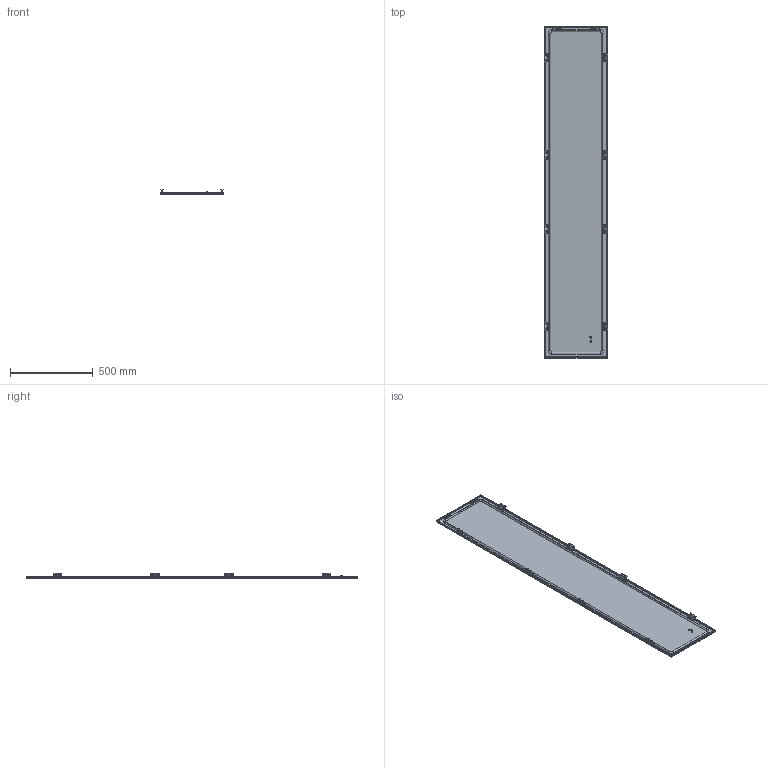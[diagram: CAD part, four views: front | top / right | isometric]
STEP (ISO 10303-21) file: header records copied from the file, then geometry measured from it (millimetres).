
FILE_DESCRIPTION (( 'STEP AP214' ), '1' );
FILE_NAME ('YKM40D-FO-SP-200-040-54 FORMAT Ïàíåëü áîêîâàÿ 2000õ400 IP54 (2øò_êîìïë) IEK.STEP', '2022-09-13T14:11:34', ( '' ), ( '' ), 'SwSTEP 2.0', 'SolidWorks 2022', '' );
FILE_SCHEMA (( 'AUTOMOTIVE_DESIGN' ));
Length unit declared in the file: millimetre
Products named in the file (9): YKM40D-FO-SP-200-040-54 FORMAT Панель боковая 2000х400 IP54 (2шт_компл) IEK; АГИЕ 275.03.102 Уплотнитель панели боковой_2000х400; Шпилька резьбовая М(DxL) PT DIN EN ISO 13918_8х16; IND-M1F-01-0245-F Винт М6x12; Знак заземления; АГИЕ 275.02.102_Зацеп; АГИЕ 275.02.104 Кронштейн внеш. панелей; IND-M1F-01-0245-F винт М6х12; АГИЕ 275.03.101-04_Лист панели боковой
Assembly tree (38 placements, depth 2):
  YKM40D-FO-SP-200-040-54 FORMAT Панель боковая 2000х400 IP54 (2шт_компл) IEK
    АГИЕ 275.03.101-04_Лист панели боковой
    Шпилька резьбовая М(DxL) PT DIN EN ISO 13918_8х16
    АГИЕ 275.02.102_Зацеп  x2
    АГИЕ 275.03.102 Уплотнитель панели боковой_2000х400
    Знак заземления
    IND-M1F-01-0245-F винт М6х12  x16
    АГИЕ 275.02.104 Кронштейн внеш. панелей  x8
    IND-M1F-01-0245-F Винт М6x12  x8
Bounding box: 381.68 x 2000 x 32.24 mm (x, y, z)
Volume: 1568593.6 mm3; surface area: 1900818.4 mm2
Topology: 38 solids, 38 shells, 1843 faces, 4373 edges, 2600 vertices
Faces by surface type: plane 866, cylinder 627, cone 226, bspline 88, torus 36
Entity records: 12196 total; most frequent: CARTESIAN_POINT 2497, DIRECTION 2003, ORIENTED_EDGE 1786, EDGE_CURVE 893, AXIS2_PLACEMENT_3D 746, VERTEX_POINT 512, LINE 511, VECTOR 511
